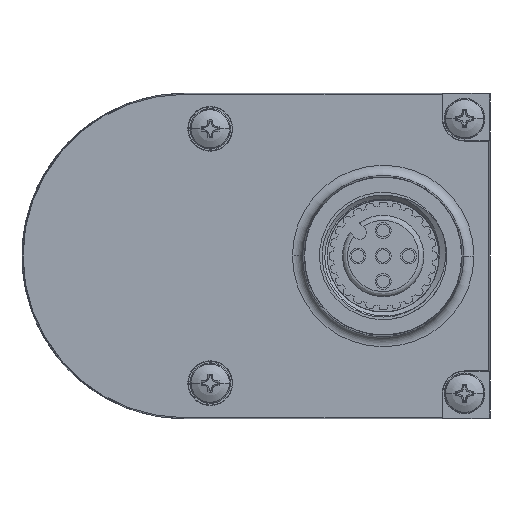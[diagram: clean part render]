
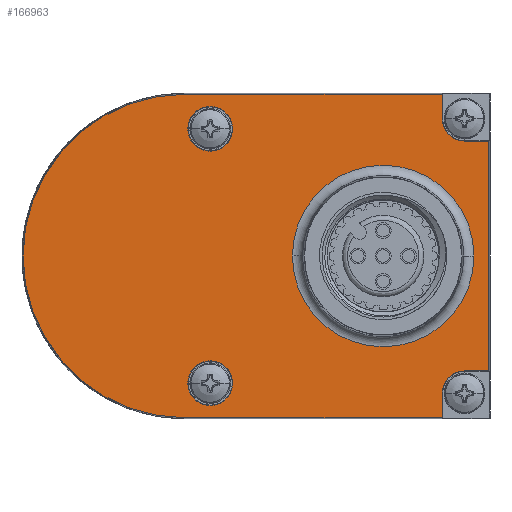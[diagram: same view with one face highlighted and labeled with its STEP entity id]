
A CAD part, left-side view. The second image highlights one B-rep face of the part: STEP entity #166963.
In plain terms, the highlighted planar face has unit normal (-1, 0, 0).
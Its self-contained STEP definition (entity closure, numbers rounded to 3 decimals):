
#84100=CARTESIAN_POINT('',(-149.,30.,0.));
#84101=DIRECTION('',(-1.,0.,0.));
#84102=DIRECTION('',(0.,0.,1.));
#84103=AXIS2_PLACEMENT_3D('',#84100,#84101,#84102);
#84105=DIRECTION('',(0.,1.,0.));
#84106=VECTOR('',#84105,25.3);
#84107=CARTESIAN_POINT('',(-149.,4.7,15.895));
#84108=LINE('',#84107,#84106);
#84109=DIRECTION('',(0.,0.,-1.));
#84110=VECTOR('',#84109,2.395);
#84111=CARTESIAN_POINT('',(-149.,4.7,15.895));
#84112=LINE('',#84111,#84110);
#84113=CARTESIAN_POINT('',(-149.,2.5,13.5));
#84114=DIRECTION('',(-1.,0.,0.));
#84115=DIRECTION('',(0.,1.,0.));
#84116=AXIS2_PLACEMENT_3D('',#84113,#84114,#84115);
#84118=DIRECTION('',(0.,1.,0.));
#84119=VECTOR('',#84118,2.395);
#84120=CARTESIAN_POINT('',(-149.,0.105,11.3));
#84121=LINE('',#84120,#84119);
#84122=DIRECTION('',(0.,0.,1.));
#84123=VECTOR('',#84122,22.6);
#84124=CARTESIAN_POINT('',(-149.,0.105,-11.3));
#84125=LINE('',#84124,#84123);
#84126=DIRECTION('',(0.,1.,0.));
#84127=VECTOR('',#84126,2.395);
#84128=CARTESIAN_POINT('',(-149.,0.105,-11.3));
#84129=LINE('',#84128,#84127);
#84130=CARTESIAN_POINT('',(-149.,2.5,-13.5));
#84131=DIRECTION('',(-1.,0.,0.));
#84132=DIRECTION('',(0.,0.,1.));
#84133=AXIS2_PLACEMENT_3D('',#84130,#84131,#84132);
#84135=DIRECTION('',(0.,0.,1.));
#84136=VECTOR('',#84135,2.395);
#84137=CARTESIAN_POINT('',(-149.,4.7,-15.895));
#84138=LINE('',#84137,#84136);
#84139=DIRECTION('',(0.,1.,0.));
#84140=VECTOR('',#84139,25.3);
#84141=CARTESIAN_POINT('',(-149.,4.7,-15.895));
#84142=LINE('',#84141,#84140);
#84143=CARTESIAN_POINT('',(-149.,27.5,12.5));
#84144=DIRECTION('',(-1.,0.,0.));
#84145=DIRECTION('',(0.,0.,1.));
#84146=AXIS2_PLACEMENT_3D('',#84143,#84144,#84145);
#84148=CARTESIAN_POINT('',(-149.,27.5,12.5));
#84149=DIRECTION('',(-1.,0.,0.));
#84150=DIRECTION('',(0.,0.,-1.));
#84151=AXIS2_PLACEMENT_3D('',#84148,#84149,#84150);
#84153=CARTESIAN_POINT('',(-149.,27.5,-12.5));
#84154=DIRECTION('',(-1.,0.,0.));
#84155=DIRECTION('',(0.,0.,1.));
#84156=AXIS2_PLACEMENT_3D('',#84153,#84154,#84155);
#84158=CARTESIAN_POINT('',(-149.,27.5,-12.5));
#84159=DIRECTION('',(-1.,0.,0.));
#84160=DIRECTION('',(0.,0.,-1.));
#84161=AXIS2_PLACEMENT_3D('',#84158,#84159,#84160);
#84163=CARTESIAN_POINT('',(-149.,10.5,0.));
#84164=DIRECTION('',(-1.,0.,0.));
#84165=DIRECTION('',(0.,1.,0.));
#84166=AXIS2_PLACEMENT_3D('',#84163,#84164,#84165);
#84168=CARTESIAN_POINT('',(-149.,10.5,0.));
#84169=DIRECTION('',(-1.,0.,0.));
#84170=DIRECTION('',(0.,-1.,0.));
#84171=AXIS2_PLACEMENT_3D('',#84168,#84169,#84170);
#107999=CARTESIAN_POINT('',(-149.,30.,15.895));
#108000=CARTESIAN_POINT('',(-149.,30.,-15.895));
#108001=VERTEX_POINT('',#107999);
#108002=VERTEX_POINT('',#108000);
#108011=CARTESIAN_POINT('',(-149.,27.5,14.7));
#108012=CARTESIAN_POINT('',(-149.,27.5,10.3));
#108013=VERTEX_POINT('',#108011);
#108014=VERTEX_POINT('',#108012);
#108015=CARTESIAN_POINT('',(-149.,27.5,-10.3));
#108016=CARTESIAN_POINT('',(-149.,27.5,-14.7));
#108017=VERTEX_POINT('',#108015);
#108018=VERTEX_POINT('',#108016);
#108073=CARTESIAN_POINT('',(-149.,19.425,0.));
#108074=CARTESIAN_POINT('',(-149.,1.575,0.));
#108075=VERTEX_POINT('',#108073);
#108076=VERTEX_POINT('',#108074);
#108097=CARTESIAN_POINT('',(-149.,4.7,13.5));
#108098=CARTESIAN_POINT('',(-149.,2.5,11.3));
#108099=VERTEX_POINT('',#108097);
#108100=VERTEX_POINT('',#108098);
#108101=CARTESIAN_POINT('',(-149.,2.5,-11.3));
#108102=CARTESIAN_POINT('',(-149.,4.7,-13.5));
#108103=VERTEX_POINT('',#108101);
#108104=VERTEX_POINT('',#108102);
#108105=CARTESIAN_POINT('',(-149.,4.7,15.895));
#108106=VERTEX_POINT('',#108105);
#108107=CARTESIAN_POINT('',(-149.,0.105,11.3));
#108108=VERTEX_POINT('',#108107);
#108109=CARTESIAN_POINT('',(-149.,0.105,-11.3));
#108110=VERTEX_POINT('',#108109);
#108111=CARTESIAN_POINT('',(-149.,4.7,-15.895));
#108112=VERTEX_POINT('',#108111);
#166922=CARTESIAN_POINT('',(-149.,30.,0.));
#166923=DIRECTION('',(-1.,0.,0.));
#166924=DIRECTION('',(0.,0.,1.));
#166925=AXIS2_PLACEMENT_3D('',#166922,#166923,#166924);
#166926=PLANE('',#166925);
#166927=ORIENTED_EDGE('',*,*,#166909,.F.);
#166928=ORIENTED_EDGE('',*,*,#124955,.F.);
#166930=ORIENTED_EDGE('',*,*,#166929,.T.);
#166932=ORIENTED_EDGE('',*,*,#166931,.T.);
#166934=ORIENTED_EDGE('',*,*,#166933,.F.);
#166935=ORIENTED_EDGE('',*,*,#110515,.F.);
#166937=ORIENTED_EDGE('',*,*,#166936,.T.);
#166939=ORIENTED_EDGE('',*,*,#166938,.T.);
#166941=ORIENTED_EDGE('',*,*,#166940,.F.);
#166942=ORIENTED_EDGE('',*,*,#138151,.T.);
#166943=EDGE_LOOP('',(#166927,#166928,#166930,#166932,#166934,#166935,#166937,
#166939,#166941,#166942));
#166944=FACE_OUTER_BOUND('',#166943,.F.);
#166946=ORIENTED_EDGE('',*,*,#166945,.T.);
#166948=ORIENTED_EDGE('',*,*,#166947,.T.);
#166949=EDGE_LOOP('',(#166946,#166948));
#166950=FACE_BOUND('',#166949,.F.);
#166952=ORIENTED_EDGE('',*,*,#166951,.T.);
#166954=ORIENTED_EDGE('',*,*,#166953,.T.);
#166955=EDGE_LOOP('',(#166952,#166954));
#166956=FACE_BOUND('',#166955,.F.);
#166958=ORIENTED_EDGE('',*,*,#166957,.T.);
#166960=ORIENTED_EDGE('',*,*,#166959,.T.);
#166961=EDGE_LOOP('',(#166958,#166960));
#166962=FACE_BOUND('',#166961,.F.);
#166963=ADVANCED_FACE('',(#166944,#166950,#166956,#166962),#166926,.T.);
#84104=CIRCLE('',#84103,15.895);
#84117=CIRCLE('',#84116,2.2);
#84134=CIRCLE('',#84133,2.2);
#84147=CIRCLE('',#84146,2.2);
#84152=CIRCLE('',#84151,2.2);
#84157=CIRCLE('',#84156,2.2);
#84162=CIRCLE('',#84161,2.2);
#84167=CIRCLE('',#84166,8.925);
#84172=CIRCLE('',#84171,8.925);
#110515=EDGE_CURVE('',#108110,#108108,#84125,.T.);
#124955=EDGE_CURVE('',#108106,#108001,#84108,.T.);
#138151=EDGE_CURVE('',#108112,#108002,#84142,.T.);
#166909=EDGE_CURVE('',#108001,#108002,#84104,.T.);
#166929=EDGE_CURVE('',#108106,#108099,#84112,.T.);
#166931=EDGE_CURVE('',#108099,#108100,#84117,.T.);
#166933=EDGE_CURVE('',#108108,#108100,#84121,.T.);
#166936=EDGE_CURVE('',#108110,#108103,#84129,.T.);
#166938=EDGE_CURVE('',#108103,#108104,#84134,.T.);
#166940=EDGE_CURVE('',#108112,#108104,#84138,.T.);
#166945=EDGE_CURVE('',#108013,#108014,#84147,.T.);
#166947=EDGE_CURVE('',#108014,#108013,#84152,.T.);
#166951=EDGE_CURVE('',#108017,#108018,#84157,.T.);
#166953=EDGE_CURVE('',#108018,#108017,#84162,.T.);
#166957=EDGE_CURVE('',#108075,#108076,#84167,.T.);
#166959=EDGE_CURVE('',#108076,#108075,#84172,.T.);
